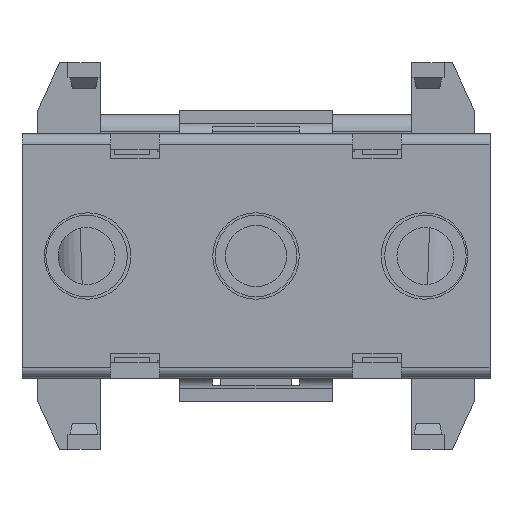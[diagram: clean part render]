
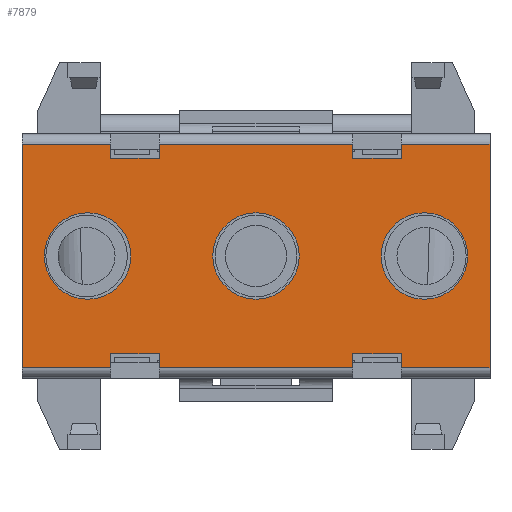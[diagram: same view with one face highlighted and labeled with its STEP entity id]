
A CAD part, front view. The second image highlights one B-rep face of the part: STEP entity #7879.
In plain terms, the highlighted face is planar.
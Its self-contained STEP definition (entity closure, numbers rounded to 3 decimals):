
#105=FACE_BOUND('',#1021,.T.);
#106=FACE_BOUND('',#1022,.T.);
#107=FACE_BOUND('',#1023,.T.);
#334=CIRCLE('',#8469,4.25);
#335=CIRCLE('',#8470,4.25);
#336=CIRCLE('',#8471,4.25);
#574=FACE_OUTER_BOUND('',#1020,.T.);
#1020=EDGE_LOOP('',(#5962,#5963,#5964,#5965,#5966,#5967,#5968,#5969,#5970,
#5971,#5972,#5973,#5974,#5975,#5976,#5977,#5978,#5979,#5980,#5981));
#1021=EDGE_LOOP('',(#5982));
#1022=EDGE_LOOP('',(#5983));
#1023=EDGE_LOOP('',(#5984));
#1610=LINE('',#12408,#2570);
#1617=LINE('',#12422,#2577);
#1625=LINE('',#12438,#2585);
#1631=LINE('',#12453,#2591);
#1635=LINE('',#12465,#2595);
#1641=LINE('',#12474,#2601);
#1642=LINE('',#12476,#2602);
#1643=LINE('',#12478,#2603);
#1644=LINE('',#12480,#2604);
#1645=LINE('',#12482,#2605);
#1646=LINE('',#12484,#2606);
#1647=LINE('',#12486,#2607);
#1648=LINE('',#12488,#2608);
#1649=LINE('',#12490,#2609);
#1650=LINE('',#12492,#2610);
#1651=LINE('',#12494,#2611);
#1652=LINE('',#12496,#2612);
#1653=LINE('',#12498,#2613);
#1654=LINE('',#12500,#2614);
#1655=LINE('',#12501,#2615);
#2570=VECTOR('',#9642,10.);
#2577=VECTOR('',#9651,10.);
#2585=VECTOR('',#9665,10.);
#2591=VECTOR('',#9675,10.);
#2595=VECTOR('',#9685,10.);
#2601=VECTOR('',#9693,10.);
#2602=VECTOR('',#9696,10.);
#2603=VECTOR('',#9697,10.);
#2604=VECTOR('',#9698,10.);
#2605=VECTOR('',#9699,10.);
#2606=VECTOR('',#9700,10.);
#2607=VECTOR('',#9701,10.);
#2608=VECTOR('',#9702,10.);
#2609=VECTOR('',#9703,10.);
#2610=VECTOR('',#9704,10.);
#2611=VECTOR('',#9705,10.);
#2612=VECTOR('',#9706,10.);
#2613=VECTOR('',#9707,10.);
#2614=VECTOR('',#9708,10.);
#2615=VECTOR('',#9709,10.);
#3486=VERTEX_POINT('',#12404);
#3488=VERTEX_POINT('',#12407);
#3494=VERTEX_POINT('',#12421);
#3498=VERTEX_POINT('',#12432);
#3501=VERTEX_POINT('',#12441);
#3506=VERTEX_POINT('',#12451);
#3509=VERTEX_POINT('',#12461);
#3511=VERTEX_POINT('',#12464);
#3514=VERTEX_POINT('',#12477);
#3515=VERTEX_POINT('',#12479);
#3516=VERTEX_POINT('',#12481);
#3517=VERTEX_POINT('',#12483);
#3518=VERTEX_POINT('',#12485);
#3519=VERTEX_POINT('',#12487);
#3520=VERTEX_POINT('',#12489);
#3521=VERTEX_POINT('',#12491);
#3522=VERTEX_POINT('',#12493);
#3523=VERTEX_POINT('',#12495);
#3524=VERTEX_POINT('',#12497);
#3525=VERTEX_POINT('',#12499);
#3526=VERTEX_POINT('',#12502);
#3527=VERTEX_POINT('',#12504);
#3528=VERTEX_POINT('',#12506);
#4375=EDGE_CURVE('',#3488,#3486,#1610,.T.);
#4382=EDGE_CURVE('',#3494,#3488,#1617,.T.);
#4391=EDGE_CURVE('',#3498,#3494,#1625,.T.);
#4398=EDGE_CURVE('',#3501,#3506,#1631,.T.);
#4403=EDGE_CURVE('',#3511,#3509,#1635,.T.);
#4409=EDGE_CURVE('',#3506,#3511,#1641,.T.);
#4410=EDGE_CURVE('',#3486,#3501,#1642,.T.);
#4411=EDGE_CURVE('',#3509,#3514,#1643,.T.);
#4412=EDGE_CURVE('',#3515,#3514,#1644,.T.);
#4413=EDGE_CURVE('',#3516,#3515,#1645,.T.);
#4414=EDGE_CURVE('',#3516,#3517,#1646,.T.);
#4415=EDGE_CURVE('',#3517,#3518,#1647,.T.);
#4416=EDGE_CURVE('',#3518,#3519,#1648,.T.);
#4417=EDGE_CURVE('',#3520,#3519,#1649,.T.);
#4418=EDGE_CURVE('',#3520,#3521,#1650,.T.);
#4419=EDGE_CURVE('',#3521,#3522,#1651,.T.);
#4420=EDGE_CURVE('',#3522,#3523,#1652,.T.);
#4421=EDGE_CURVE('',#3524,#3523,#1653,.T.);
#4422=EDGE_CURVE('',#3525,#3524,#1654,.T.);
#4423=EDGE_CURVE('',#3525,#3498,#1655,.T.);
#4424=EDGE_CURVE('',#3526,#3526,#334,.T.);
#4425=EDGE_CURVE('',#3527,#3527,#335,.T.);
#4426=EDGE_CURVE('',#3528,#3528,#336,.T.);
#5962=ORIENTED_EDGE('',*,*,#4391,.T.);
#5963=ORIENTED_EDGE('',*,*,#4382,.T.);
#5964=ORIENTED_EDGE('',*,*,#4375,.T.);
#5965=ORIENTED_EDGE('',*,*,#4410,.T.);
#5966=ORIENTED_EDGE('',*,*,#4398,.T.);
#5967=ORIENTED_EDGE('',*,*,#4409,.T.);
#5968=ORIENTED_EDGE('',*,*,#4403,.T.);
#5969=ORIENTED_EDGE('',*,*,#4411,.T.);
#5970=ORIENTED_EDGE('',*,*,#4412,.F.);
#5971=ORIENTED_EDGE('',*,*,#4413,.F.);
#5972=ORIENTED_EDGE('',*,*,#4414,.T.);
#5973=ORIENTED_EDGE('',*,*,#4415,.T.);
#5974=ORIENTED_EDGE('',*,*,#4416,.T.);
#5975=ORIENTED_EDGE('',*,*,#4417,.F.);
#5976=ORIENTED_EDGE('',*,*,#4418,.T.);
#5977=ORIENTED_EDGE('',*,*,#4419,.T.);
#5978=ORIENTED_EDGE('',*,*,#4420,.T.);
#5979=ORIENTED_EDGE('',*,*,#4421,.F.);
#5980=ORIENTED_EDGE('',*,*,#4422,.F.);
#5981=ORIENTED_EDGE('',*,*,#4423,.T.);
#5982=ORIENTED_EDGE('',*,*,#4424,.T.);
#5983=ORIENTED_EDGE('',*,*,#4425,.T.);
#5984=ORIENTED_EDGE('',*,*,#4426,.T.);
#7472=PLANE('',#8468);
#7879=ADVANCED_FACE('',(#574,#105,#106,#107),#7472,.T.);
#8468=AXIS2_PLACEMENT_3D('',#12475,#9694,#9695);
#8469=AXIS2_PLACEMENT_3D('',#12503,#9710,#9711);
#8470=AXIS2_PLACEMENT_3D('',#12505,#9712,#9713);
#8471=AXIS2_PLACEMENT_3D('',#12507,#9714,#9715);
#9642=DIRECTION('',(1.,0.,0.));
#9651=DIRECTION('',(0.,1.,0.));
#9665=DIRECTION('',(-1.,0.,0.));
#9675=DIRECTION('',(-1.,0.,0.));
#9685=DIRECTION('',(1.,0.,0.));
#9693=DIRECTION('',(0.,1.,0.));
#9694=DIRECTION('center_axis',(0.,0.,1.));
#9695=DIRECTION('ref_axis',(1.,0.,0.));
#9696=DIRECTION('',(0.,1.,0.));
#9697=DIRECTION('',(0.,1.,0.));
#9698=DIRECTION('',(1.,0.,0.));
#9699=DIRECTION('',(0.,1.,0.));
#9700=DIRECTION('',(1.,0.,0.));
#9701=DIRECTION('',(0.,-1.,0.));
#9702=DIRECTION('',(-1.,0.,0.));
#9703=DIRECTION('',(0.,1.,0.));
#9704=DIRECTION('',(1.,0.,0.));
#9705=DIRECTION('',(0.,-1.,0.));
#9706=DIRECTION('',(-1.,0.,0.));
#9707=DIRECTION('',(0.,1.,0.));
#9708=DIRECTION('',(-1.,0.,0.));
#9709=DIRECTION('',(0.,1.,0.));
#9710=DIRECTION('center_axis',(0.,0.,-1.));
#9711=DIRECTION('ref_axis',(1.,0.,0.));
#9712=DIRECTION('center_axis',(0.,0.,-1.));
#9713=DIRECTION('ref_axis',(1.,0.,0.));
#9714=DIRECTION('center_axis',(0.,0.,-1.));
#9715=DIRECTION('ref_axis',(1.,0.,0.));
#12404=CARTESIAN_POINT('',(11.,13.5,0.));
#12407=CARTESIAN_POINT('',(9.6,13.5,0.));
#12408=CARTESIAN_POINT('',(0.5,13.5,0.));
#12421=CARTESIAN_POINT('',(9.6,8.7,0.));
#12422=CARTESIAN_POINT('',(9.6,5.55,0.));
#12432=CARTESIAN_POINT('',(11.,8.7,0.));
#12438=CARTESIAN_POINT('',(0.5,8.7,0.));
#12441=CARTESIAN_POINT('',(11.,32.5,0.));
#12451=CARTESIAN_POINT('',(9.6,32.5,0.));
#12453=CARTESIAN_POINT('',(0.5,32.5,0.));
#12461=CARTESIAN_POINT('',(11.,37.3,0.));
#12464=CARTESIAN_POINT('',(9.6,37.3,0.));
#12465=CARTESIAN_POINT('',(0.5,37.3,0.));
#12474=CARTESIAN_POINT('',(9.6,17.45,0.));
#12475=CARTESIAN_POINT('Origin',(-11.,0.,0.));
#12476=CARTESIAN_POINT('',(11.,0.,0.));
#12477=CARTESIAN_POINT('',(11.,46.,0.));
#12478=CARTESIAN_POINT('',(11.,0.,0.));
#12479=CARTESIAN_POINT('',(-11.,46.,0.));
#12480=CARTESIAN_POINT('',(11.,46.,0.));
#12481=CARTESIAN_POINT('',(-11.,37.3,0.));
#12482=CARTESIAN_POINT('',(-11.,0.,0.));
#12483=CARTESIAN_POINT('',(-9.6,37.3,0.));
#12484=CARTESIAN_POINT('',(-11.5,37.3,0.));
#12485=CARTESIAN_POINT('',(-9.6,32.5,0.));
#12486=CARTESIAN_POINT('',(-9.6,17.45,0.));
#12487=CARTESIAN_POINT('',(-11.,32.5,0.));
#12488=CARTESIAN_POINT('',(-11.5,32.5,0.));
#12489=CARTESIAN_POINT('',(-11.,13.5,0.));
#12490=CARTESIAN_POINT('',(-11.,0.,0.));
#12491=CARTESIAN_POINT('',(-9.6,13.5,0.));
#12492=CARTESIAN_POINT('',(-11.5,13.5,0.));
#12493=CARTESIAN_POINT('',(-9.6,8.7,0.));
#12494=CARTESIAN_POINT('',(-9.6,5.55,0.));
#12495=CARTESIAN_POINT('',(-11.,8.7,0.));
#12496=CARTESIAN_POINT('',(-11.5,8.7,0.));
#12497=CARTESIAN_POINT('',(-11.,0.,0.));
#12498=CARTESIAN_POINT('',(-11.,0.,0.));
#12499=CARTESIAN_POINT('',(11.,0.,0.));
#12500=CARTESIAN_POINT('',(11.,0.,0.));
#12501=CARTESIAN_POINT('',(11.,0.,0.));
#12502=CARTESIAN_POINT('',(-4.25,23.,0.));
#12503=CARTESIAN_POINT('Origin',(0.,23.,0.));
#12504=CARTESIAN_POINT('',(-4.25,6.45,0.));
#12505=CARTESIAN_POINT('Origin',(0.,6.45,0.));
#12506=CARTESIAN_POINT('',(-4.25,39.55,0.));
#12507=CARTESIAN_POINT('Origin',(0.,39.55,0.));
